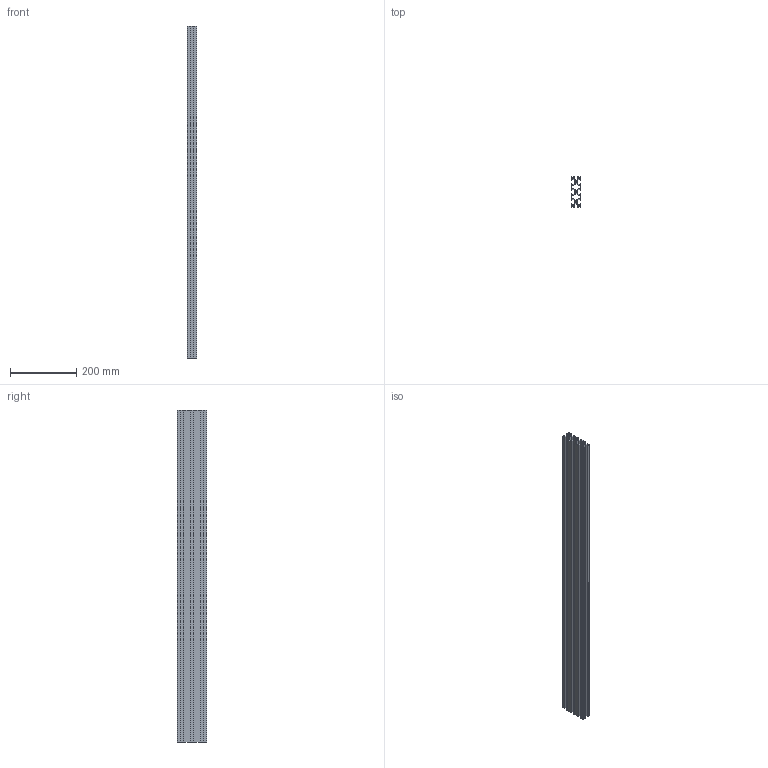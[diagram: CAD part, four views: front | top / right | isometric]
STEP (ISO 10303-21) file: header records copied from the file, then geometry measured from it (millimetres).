
FILE_DESCRIPTION (( 'STEP AP203' ), '1' );
FILE_NAME ('ALF-3090-8B.step', '2024-08-07T10:24:01', ( '' ), ( '' ), 'SwSTEP 2.0', 'SolidWorks 2022', '' );
FILE_SCHEMA (( 'CONFIG_CONTROL_DESIGN' ));
Length unit declared in the file: millimetre
Products named in the file (1): ALF-3090-8B
Bounding box: 30 x 90 x 1000 mm (x, y, z)
Volume: 834369.7 mm3; surface area: 744990.4 mm2
Topology: 1 solids, 1 shells, 288 faces, 858 edges, 572 vertices
Faces by surface type: plane 158, cylinder 130
Entity records: 9835 total; most frequent: CARTESIAN_POINT 1719, ORIENTED_EDGE 1716, DIRECTION 1696, EDGE_CURVE 858, VECTOR 598, LINE 598, VERTEX_POINT 572, AXIS2_PLACEMENT_3D 549
